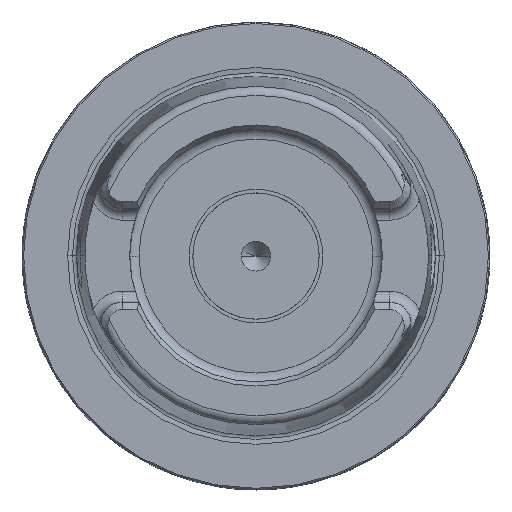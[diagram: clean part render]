
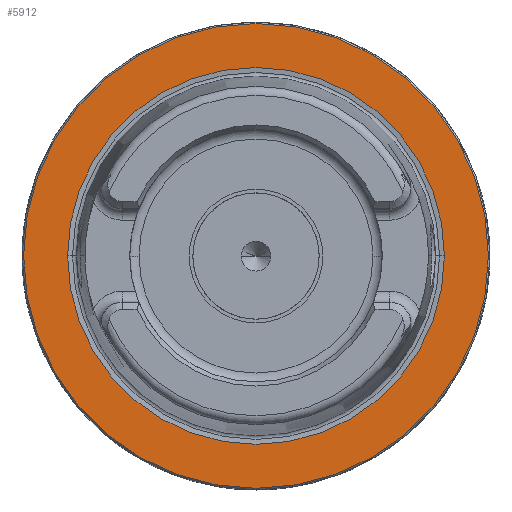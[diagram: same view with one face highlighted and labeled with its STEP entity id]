
A CAD part, top view. The second image highlights one B-rep face of the part: STEP entity #5912.
In plain terms, the highlighted planar face has unit normal (0, 0, 1).
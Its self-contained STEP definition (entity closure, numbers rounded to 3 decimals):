
#1727=CARTESIAN_POINT('',(0.,0.,0.));
#1728=DIRECTION('',(0.,0.,1.));
#1729=DIRECTION('',(1.,0.,0.));
#1730=AXIS2_PLACEMENT_3D('',#1727,#1728,#1729);
#1743=CARTESIAN_POINT('',(0.,0.,0.));
#1744=DIRECTION('',(0.,0.,-1.));
#1745=DIRECTION('',(1.,0.,0.));
#1746=AXIS2_PLACEMENT_3D('',#1743,#1744,#1745);
#1765=CARTESIAN_POINT('',(0.,0.,0.));
#1766=DIRECTION('',(0.,0.,1.));
#1767=DIRECTION('',(1.,0.,0.));
#1768=AXIS2_PLACEMENT_3D('',#1765,#1766,#1767);
#4334=CARTESIAN_POINT('',(0.,0.,0.));
#4335=DIRECTION('',(0.,0.,-1.));
#4336=DIRECTION('',(1.,0.,0.));
#4337=AXIS2_PLACEMENT_3D('',#4334,#4335,#4336);
#4364=CARTESIAN_POINT('',(25.374,0.,0.));
#4366=VERTEX_POINT('',#4364);
#4376=CARTESIAN_POINT('',(-25.374,0.,0.));
#4378=VERTEX_POINT('',#4376);
#4612=CARTESIAN_POINT('',(31.3,0.,0.));
#4613=CARTESIAN_POINT('',(-31.3,0.,0.));
#4614=VERTEX_POINT('',#4612);
#4615=VERTEX_POINT('',#4613);
#5896=CARTESIAN_POINT('',(0.,0.,0.));
#5897=DIRECTION('',(0.,0.,-1.));
#5898=DIRECTION('',(-1.,0.,0.));
#5899=AXIS2_PLACEMENT_3D('',#5896,#5897,#5898);
#5900=PLANE('',#5899);
#5901=ORIENTED_EDGE('',*,*,#5886,.F.);
#5903=ORIENTED_EDGE('',*,*,#5902,.T.);
#5904=EDGE_LOOP('',(#5901,#5903));
#5905=FACE_OUTER_BOUND('',#5904,.F.);
#5907=ORIENTED_EDGE('',*,*,#5906,.F.);
#5909=ORIENTED_EDGE('',*,*,#5908,.T.);
#5910=EDGE_LOOP('',(#5907,#5909));
#5911=FACE_BOUND('',#5910,.F.);
#1731=CIRCLE('',#1730,31.3);
#1747=CIRCLE('',#1746,25.374);
#1769=CIRCLE('',#1768,25.374);
#4338=CIRCLE('',#4337,31.3);
#5886=EDGE_CURVE('',#4614,#4615,#1731,.T.);
#5902=EDGE_CURVE('',#4614,#4615,#4338,.T.);
#5906=EDGE_CURVE('',#4366,#4378,#1747,.T.);
#5908=EDGE_CURVE('',#4366,#4378,#1769,.T.);
#5912=ADVANCED_FACE('',(#5905,#5911),#5900,.F.);
